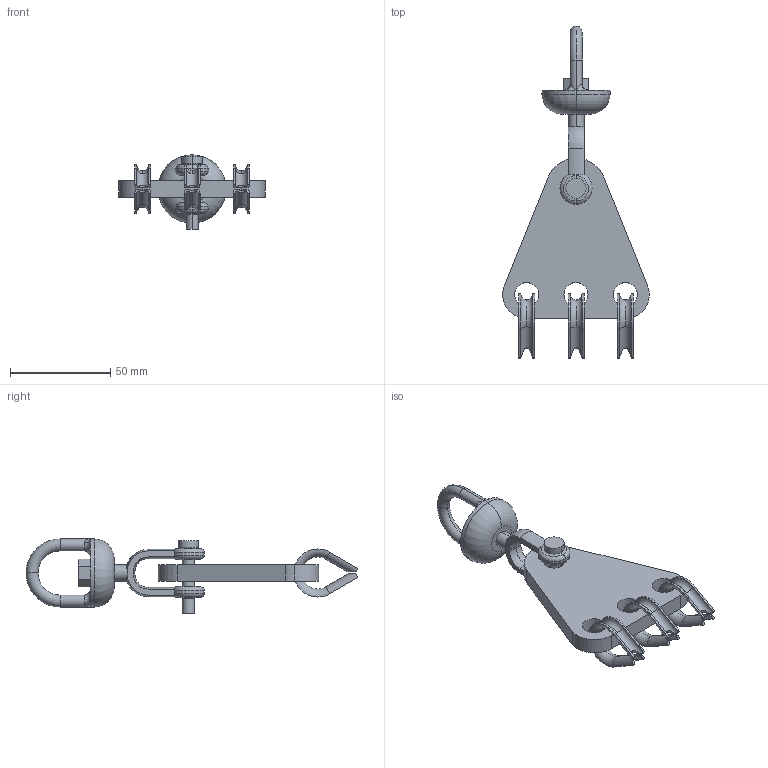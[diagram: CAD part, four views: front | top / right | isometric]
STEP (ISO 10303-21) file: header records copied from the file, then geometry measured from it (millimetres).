
FILE_DESCRIPTION (( 'STEP AP203' ), '1' );
FILE_NAME ('T41000.STEP', '2018-07-23T13:45:09', ( '' ), ( '' ), 'SwSTEP 2.0', 'SolidWorks 2016', '' );
FILE_SCHEMA (( 'CONFIG_CONTROL_DESIGN' ));
Length unit declared in the file: millimetre
Products named in the file (4): S1234; T41000; TH1040; T38700
Assembly tree (5 placements, depth 2):
  T41000
    TH1040
    T38700  x3
    S1234
Bounding box: 73.16 x 165.65 x 37 mm (x, y, z)
Volume: 47897.4 mm3; surface area: 22626.4 mm2
Topology: 5 solids, 5 shells, 183 faces, 458 edges, 280 vertices
Faces by surface type: cylinder 69, plane 67, torus 35, cone 8, bspline 4
Entity records: 4577 total; most frequent: CARTESIAN_POINT 1143, DIRECTION 667, ORIENTED_EDGE 612, EDGE_CURVE 306, AXIS2_PLACEMENT_3D 276, VERTEX_POINT 188, CIRCLE 149, EDGE_LOOP 134
